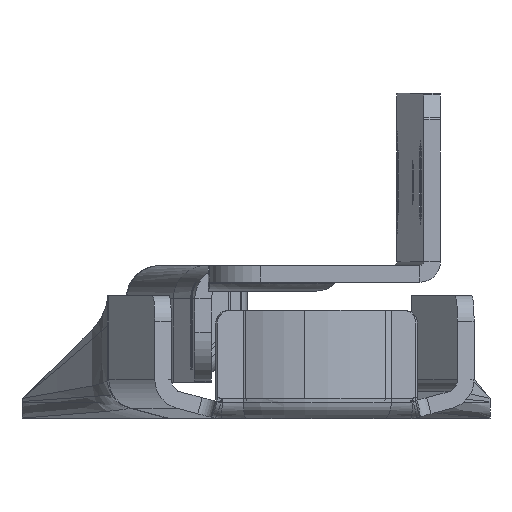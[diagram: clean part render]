
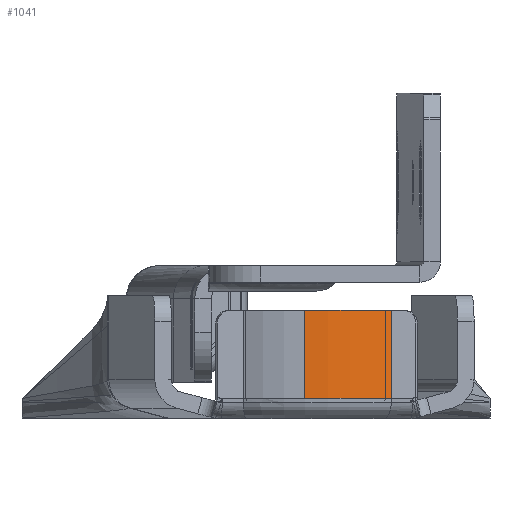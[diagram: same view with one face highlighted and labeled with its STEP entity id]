
A CAD part, left-side view. The second image highlights one B-rep face of the part: STEP entity #1041.
In plain terms, the highlighted cylindrical face has radius 12.3 mm (diameter 24.6 mm), a partial arc.
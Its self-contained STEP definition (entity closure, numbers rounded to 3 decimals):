
#49 = CYLINDRICAL_SURFACE ( 'NONE', #10911, 12.3 ) ;
#225 = VERTEX_POINT ( 'NONE', #6972 ) ;
#1041 = ADVANCED_FACE ( 'NONE', ( #18127 ), #49, .T. ) ;
#2580 = CARTESIAN_POINT ( 'NONE',  ( -400.001, -2.904, 7.2 ) ) ;
#2607 = VERTEX_POINT ( 'NONE', #7027 ) ;
#2799 = CARTESIAN_POINT ( 'NONE',  ( -397.958, -9.693, 7.2 ) ) ;
#3893 = EDGE_CURVE ( 'NONE', #6661, #225, #11342, .T. ) ;
#4102 = VECTOR ( 'NONE', #15538, 1000. ) ;
#4145 = DIRECTION ( 'NONE',  ( 0., 0., -1. ) ) ;
#6661 = VERTEX_POINT ( 'NONE', #2580 ) ;
#6972 = CARTESIAN_POINT ( 'NONE',  ( -400.001, -2.904, 0.3 ) ) ;
#7027 = CARTESIAN_POINT ( 'NONE',  ( -397.958, -9.693, 0.3 ) ) ;
#7230 = CARTESIAN_POINT ( 'NONE',  ( -387.701, -2.904, 7.2 ) ) ;
#7503 = DIRECTION ( 'NONE',  ( 0., 0., 1. ) ) ;
#9325 = AXIS2_PLACEMENT_3D ( 'NONE', #18394, #7503, #18275 ) ;
#9889 = VECTOR ( 'NONE', #4145, 1000. ) ;
#10911 = AXIS2_PLACEMENT_3D ( 'NONE', #7230, #14443, #12667 ) ;
#11342 = LINE ( 'NONE', #20545, #9889 ) ;
#11715 = EDGE_LOOP ( 'NONE', ( #16135, #19070, #23211, #17064 ) ) ;
#12092 = CIRCLE ( 'NONE', #20789, 12.3 ) ;
#12464 = DIRECTION ( 'NONE',  ( 0., 0., 1. ) ) ;
#12667 = DIRECTION ( 'NONE',  ( -1., 0., 0. ) ) ;
#13298 = EDGE_CURVE ( 'NONE', #225, #2607, #12092, .T. ) ;
#14443 = DIRECTION ( 'NONE',  ( 0., 0., -1. ) ) ;
#14959 = EDGE_CURVE ( 'NONE', #6661, #16222, #18007, .T. ) ;
#15538 = DIRECTION ( 'NONE',  ( 0., 0., -1. ) ) ;
#15986 = CARTESIAN_POINT ( 'NONE',  ( -387.701, -2.904, 0.3 ) ) ;
#16135 = ORIENTED_EDGE ( 'NONE', *, *, #14959, .F. ) ;
#16221 = DIRECTION ( 'NONE',  ( 1., 0., 0. ) ) ;
#16222 = VERTEX_POINT ( 'NONE', #17778 ) ;
#17064 = ORIENTED_EDGE ( 'NONE', *, *, #17304, .F. ) ;
#17201 = LINE ( 'NONE', #2799, #4102 ) ;
#17304 = EDGE_CURVE ( 'NONE', #16222, #2607, #17201, .T. ) ;
#17778 = CARTESIAN_POINT ( 'NONE',  ( -397.958, -9.693, 7.2 ) ) ;
#18007 = CIRCLE ( 'NONE', #9325, 12.3 ) ;
#18127 = FACE_OUTER_BOUND ( 'NONE', #11715, .T. ) ;
#18275 = DIRECTION ( 'NONE',  ( 1., 0., 0. ) ) ;
#18394 = CARTESIAN_POINT ( 'NONE',  ( -387.701, -2.904, 7.2 ) ) ;
#19070 = ORIENTED_EDGE ( 'NONE', *, *, #3893, .T. ) ;
#20545 = CARTESIAN_POINT ( 'NONE',  ( -400.001, -2.904, 7.2 ) ) ;
#20789 = AXIS2_PLACEMENT_3D ( 'NONE', #15986, #12464, #16221 ) ;
#23211 = ORIENTED_EDGE ( 'NONE', *, *, #13298, .T. ) ;
